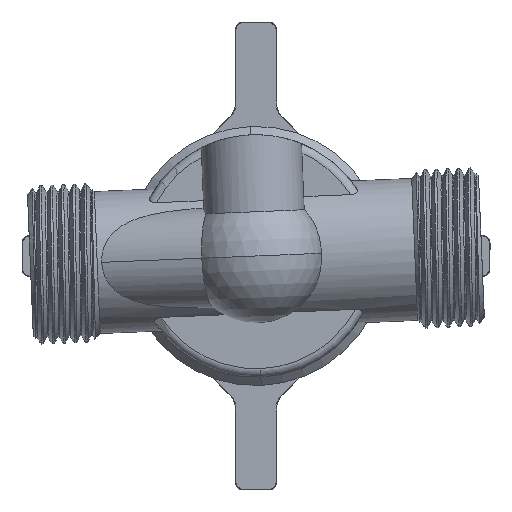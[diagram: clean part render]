
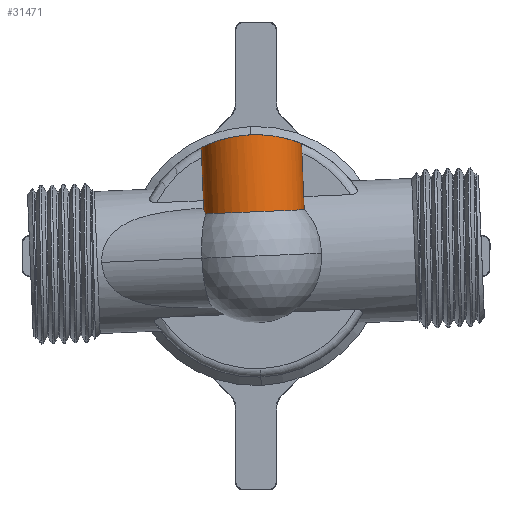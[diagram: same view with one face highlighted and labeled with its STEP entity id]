
A CAD part, front view. The second image highlights one B-rep face of the part: STEP entity #31471.
In plain terms, the highlighted cylindrical face has radius 9.525 mm (diameter 19.05 mm), a partial arc.
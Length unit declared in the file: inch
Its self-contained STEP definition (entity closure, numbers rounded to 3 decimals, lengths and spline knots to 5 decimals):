
#228 = ORIENTED_EDGE ( 'NONE', *, *, #13819, .T. ) ;
#448 = CARTESIAN_POINT ( 'NONE',  ( 2.18144, -0.13481, 4.20087 ) ) ;
#479 = CARTESIAN_POINT ( 'NONE',  ( 2.34027, 0.01354, 4.16257 ) ) ;
#1499 = EDGE_CURVE ( 'Defeatured_0_3+Defeatured_0_29+Defeatured_0_15+Defeatured_0_14', #20903, #21865, #12215, .T. ) ;
#2941 = VECTOR ( 'NONE', #10432, 39.37008 ) ;
#3215 = CARTESIAN_POINT ( 'NONE',  ( 2.35733, 0.04612, 4.15662 ) ) ;
#3692 = VERTEX_POINT ( 'NONE', #54050 ) ;
#4107 = CARTESIAN_POINT ( 'NONE',  ( 1.67981, 0.03435, 4.13072 ) ) ;
#4320 = CARTESIAN_POINT ( 'NONE',  ( 1.89222, -0.15336, 4.19615 ) ) ;
#4821 = VERTEX_POINT ( 'NONE', #27071 ) ;
#5387 = DIRECTION ( 'NONE',  ( 0.041, 0., -0.999 ) ) ;
#5401 = CARTESIAN_POINT ( 'NONE',  ( 2.38549, 0.20159, 4.28746 ) ) ;
#5488 = CARTESIAN_POINT ( 'NONE',  ( 2.03831, -0.17279, 4.21004 ) ) ;
#9138 = CARTESIAN_POINT ( 'NONE',  ( 1.71122, -0.01748, 4.14407 ) ) ;
#9353 = CARTESIAN_POINT ( 'NONE',  ( 1.92784, -0.16368, 4.20175 ) ) ;
#9692 = CARTESIAN_POINT ( 'NONE',  ( 1.66256, 0.167, 3.64493 ) ) ;
#10432 = DIRECTION ( 'NONE',  ( 0.041, 0., -0.999 ) ) ;
#11896 = AXIS2_PLACEMENT_3D ( 'NONE', #13432, #48334, #18441 ) ;
#12215 = B_SPLINE_CURVE_WITH_KNOTS ( 'NONE', 3,
 ( #45220, #44786, #5488, #30193, #29986, #60117, #25417, #448, #25203, #20113, #39977, #26597, #42453, #21517, #479, #30439, #3215, #58069, #62835, #22878, #62621, #28161, #63060, #37705 ),
 .UNSPECIFIED., .F., .F.,
 ( 4, 2, 2, 2, 2, 2, 2, 2, 2, 2, 2, 4 ),
 ( 0.01507, 0.01601, 0.01695, 0.01883, 0.02071, 0.02259, 0.02447, 0.02542, 0.02636, 0.02824, 0.02918, 0.03012 ),
 .UNSPECIFIED. ) ;
#13432 = CARTESIAN_POINT ( 'NONE',  ( 2.03711, 0.20159, 3.63423 ) ) ;
#13819 = EDGE_CURVE ( 'Defeatured_0_29+Defeatured_0_51+Defeatured_0_16+Defeatured_0_11', #3692, #4821, #40304, .T. ) ;
#14170 = CARTESIAN_POINT ( 'NONE',  ( 1.7337, -0.04614, 4.15282 ) ) ;
#14378 = CARTESIAN_POINT ( 'NONE',  ( 1.98861, -0.17341, 4.20825 ) ) ;
#14728 = CARTESIAN_POINT ( 'NONE',  ( 1.6714, 0.11701, 3.6267 ) ) ;
#14889 = ORIENTED_EDGE ( 'NONE', *, *, #60685, .F. ) ;
#15135 = ORIENTED_EDGE ( 'NONE', *, *, #46011, .F. ) ;
#18197 = ORIENTED_EDGE ( 'NONE', *, *, #36828, .F. ) ;
#18441 = DIRECTION ( 'NONE',  ( -0.999, 0., -0.041 ) ) ;
#19173 = CARTESIAN_POINT ( 'NONE',  ( 1.7586, -0.0722, 4.16171 ) ) ;
#19351 = CIRCLE ( 'NONE', #11896, 0.375 ) ;
#19418 = CYLINDRICAL_SURFACE ( 'NONE', #56091, 0.375 ) ;
#20113 = CARTESIAN_POINT ( 'NONE',  ( 2.24376, -0.09608, 4.18949 ) ) ;
#20903 = VERTEX_POINT ( 'NONE', #21280 ) ;
#21280 = CARTESIAN_POINT ( 'NONE',  ( 2.01339, -0.17341, 4.20927 ) ) ;
#21517 = CARTESIAN_POINT ( 'NONE',  ( 2.33381, 0.00297, 4.16473 ) ) ;
#21865 = VERTEX_POINT ( 'NONE', #41416 ) ;
#22878 = CARTESIAN_POINT ( 'NONE',  ( 2.38645, 0.13995, 4.14558 ) ) ;
#24018 = CARTESIAN_POINT ( 'NONE',  ( 1.6445, 0.15188, 4.11391 ) ) ;
#24231 = CARTESIAN_POINT ( 'NONE',  ( 1.78597, -0.09575, 4.17056 ) ) ;
#24577 = CARTESIAN_POINT ( 'NONE',  ( 1.66099, 0.20159, 3.65364 ) ) ;
#25203 = CARTESIAN_POINT ( 'NONE',  ( 2.20305, -0.1232, 4.19739 ) ) ;
#25400 = EDGE_CURVE ( 'NONE', #45857, #3692, #61391, .T. ) ;
#25417 = CARTESIAN_POINT ( 'NONE',  ( 2.13549, -0.15392, 4.20637 ) ) ;
#26446 = DIRECTION ( 'NONE',  ( -0.999, 0., -0.041 ) ) ;
#26597 = CARTESIAN_POINT ( 'NONE',  ( 2.29764, -0.04606, 4.17595 ) ) ;
#27071 = CARTESIAN_POINT ( 'NONE',  ( 1.6761, 0.10123, 3.61934 ) ) ;
#28161 = CARTESIAN_POINT ( 'NONE',  ( 2.3908, 0.17692, 4.14382 ) ) ;
#28609 = VERTEX_POINT ( 'NONE', #47801 ) ;
#29052 = CARTESIAN_POINT ( 'NONE',  ( 1.65461, 0.10368, 4.11889 ) ) ;
#29256 = CARTESIAN_POINT ( 'NONE',  ( 1.82594, -0.12356, 4.18197 ) ) ;
#29986 = CARTESIAN_POINT ( 'NONE',  ( 2.07544, -0.16845, 4.20979 ) ) ;
#30193 = CARTESIAN_POINT ( 'NONE',  ( 2.06316, -0.1703, 4.21004 ) ) ;
#30439 = CARTESIAN_POINT ( 'NONE',  ( 2.35201, 0.03511, 4.15852 ) ) ;
#30731 = B_SPLINE_CURVE_WITH_KNOTS ( 'NONE', 3,
 ( #43840, #38839, #24018, #58959, #29052, #63959, #34041, #4107, #39053, #9138, #44051, #14170, #49099, #19173, #54143, #24231, #59176, #29256, #64167, #34258, #4320, #39244, #9353, #44272, #14378, #49301 ),
 .UNSPECIFIED., .F., .F.,
 ( 4, 2, 2, 2, 2, 2, 2, 2, 2, 2, 2, 2, 4 ),
 ( 0., 0.00188, 0.00282, 0.00377, 0.00565, 0.00659, 0.00753, 0.00847, 0.00942, 0.0113, 0.01224, 0.01318, 0.01507 ),
 .UNSPECIFIED. ) ;
#31471 = ADVANCED_FACE ( 'Defeatured_0_29', ( #38983 ), #19418, .T. ) ;
#34041 = CARTESIAN_POINT ( 'NONE',  ( 1.66588, 0.0683, 4.12428 ) ) ;
#34258 = CARTESIAN_POINT ( 'NONE',  ( 1.88075, -0.14919, 4.19403 ) ) ;
#34486 = CARTESIAN_POINT ( 'NONE',  ( 1.64206, 0.20159, 4.11266 ) ) ;
#34794 = VECTOR ( 'NONE', #5387, 39.37008 ) ;
#36216 = DIRECTION ( 'NONE',  ( 0.041, 0., -0.999 ) ) ;
#36578 = EDGE_LOOP ( 'NONE', ( #15135, #42824, #14889, #40733, #228, #18197 ) ) ;
#36828 = EDGE_CURVE ( 'Defeatured_0_11+Defeatured_0_29+Defeatured_0_8+Defeatured_0_51', #28609, #4821, #19351, .T. ) ;
#37705 = CARTESIAN_POINT ( 'NONE',  ( 2.39142, 0.20159, 4.14357 ) ) ;
#38839 = CARTESIAN_POINT ( 'NONE',  ( 1.64206, 0.17649, 4.11266 ) ) ;
#38983 = FACE_OUTER_BOUND ( 'NONE', #36578, .T. ) ;
#39053 = CARTESIAN_POINT ( 'NONE',  ( 1.69115, 0.01293, 4.13577 ) ) ;
#39244 = CARTESIAN_POINT ( 'NONE',  ( 1.91575, -0.16061, 4.20001 ) ) ;
#39977 = CARTESIAN_POINT ( 'NONE',  ( 2.26301, -0.08039, 4.18502 ) ) ;
#40304 = B_SPLINE_CURVE_WITH_KNOTS ( 'NONE', 3,
 ( #24577, #59512, #9692, #44618, #14728, #49632 ),
 .UNSPECIFIED., .F., .F.,
 ( 4, 2, 4 ),
 ( 0.00527, 0.00663, 0.00799 ),
 .UNSPECIFIED. ) ;
#40530 = CARTESIAN_POINT ( 'NONE',  ( 1.63612, 0.20159, 4.25656 ) ) ;
#40733 = ORIENTED_EDGE ( 'NONE', *, *, #25400, .T. ) ;
#41206 = LINE ( 'NONE', #5401, #2941 ) ;
#41416 = CARTESIAN_POINT ( 'NONE',  ( 2.39142, 0.20159, 4.14357 ) ) ;
#42453 = CARTESIAN_POINT ( 'NONE',  ( 2.31318, -0.0274, 4.17133 ) ) ;
#42824 = ORIENTED_EDGE ( 'NONE', *, *, #1499, .F. ) ;
#43840 = CARTESIAN_POINT ( 'NONE',  ( 1.64206, 0.20159, 4.11266 ) ) ;
#44051 = CARTESIAN_POINT ( 'NONE',  ( 1.71846, -0.02735, 4.14697 ) ) ;
#44272 = CARTESIAN_POINT ( 'NONE',  ( 1.96412, -0.17097, 4.20622 ) ) ;
#44618 = CARTESIAN_POINT ( 'NONE',  ( 1.66769, 0.13342, 3.63338 ) ) ;
#44786 = CARTESIAN_POINT ( 'NONE',  ( 2.02578, -0.17341, 4.20978 ) ) ;
#45220 = CARTESIAN_POINT ( 'NONE',  ( 2.01339, -0.17341, 4.20927 ) ) ;
#45857 = VERTEX_POINT ( 'NONE', #34486 ) ;
#46011 = EDGE_CURVE ( 'NONE', #21865, #28609, #41206, .T. ) ;
#47801 = CARTESIAN_POINT ( 'NONE',  ( 2.41179, 0.20159, 3.64968 ) ) ;
#48334 = DIRECTION ( 'NONE',  ( 0.041, 0., -0.999 ) ) ;
#49099 = CARTESIAN_POINT ( 'NONE',  ( 1.74172, -0.0551, 4.15578 ) ) ;
#49301 = CARTESIAN_POINT ( 'NONE',  ( 2.01339, -0.17341, 4.20927 ) ) ;
#49632 = CARTESIAN_POINT ( 'NONE',  ( 1.6761, 0.10123, 3.61934 ) ) ;
#54050 = CARTESIAN_POINT ( 'NONE',  ( 1.66099, 0.20159, 3.65364 ) ) ;
#54143 = CARTESIAN_POINT ( 'NONE',  ( 1.76744, -0.08033, 4.16468 ) ) ;
#56091 = AXIS2_PLACEMENT_3D ( 'NONE', #56335, #36216, #26446 ) ;
#56335 = CARTESIAN_POINT ( 'NONE',  ( 2.01081, 0.20159, 4.27201 ) ) ;
#58069 = CARTESIAN_POINT ( 'NONE',  ( 2.37161, 0.07987, 4.1514 ) ) ;
#58959 = CARTESIAN_POINT ( 'NONE',  ( 1.65164, 0.11565, 4.11744 ) ) ;
#59176 = CARTESIAN_POINT ( 'NONE',  ( 1.7957, -0.10307, 4.17348 ) ) ;
#59512 = CARTESIAN_POINT ( 'NONE',  ( 1.66115, 0.18411, 3.6498 ) ) ;
#60117 = CARTESIAN_POINT ( 'NONE',  ( 2.11179, -0.16114, 4.20831 ) ) ;
#60685 = EDGE_CURVE ( 'Defeatured_0_3+Defeatured_0_29+Defeatured_0_15+Defeatured_0_14', #45857, #20903, #30731, .T. ) ;
#61391 = LINE ( 'NONE', #40530, #34794 ) ;
#62621 = CARTESIAN_POINT ( 'NONE',  ( 2.38832, 0.1523, 4.14482 ) ) ;
#62835 = CARTESIAN_POINT ( 'NONE',  ( 2.37895, 0.10329, 4.14854 ) ) ;
#63060 = CARTESIAN_POINT ( 'NONE',  ( 2.39142, 0.18925, 4.14357 ) ) ;
#63959 = CARTESIAN_POINT ( 'NONE',  ( 1.66173, 0.07998, 4.12231 ) ) ;
#64167 = CARTESIAN_POINT ( 'NONE',  ( 1.84719, -0.13508, 4.18719 ) ) ;
